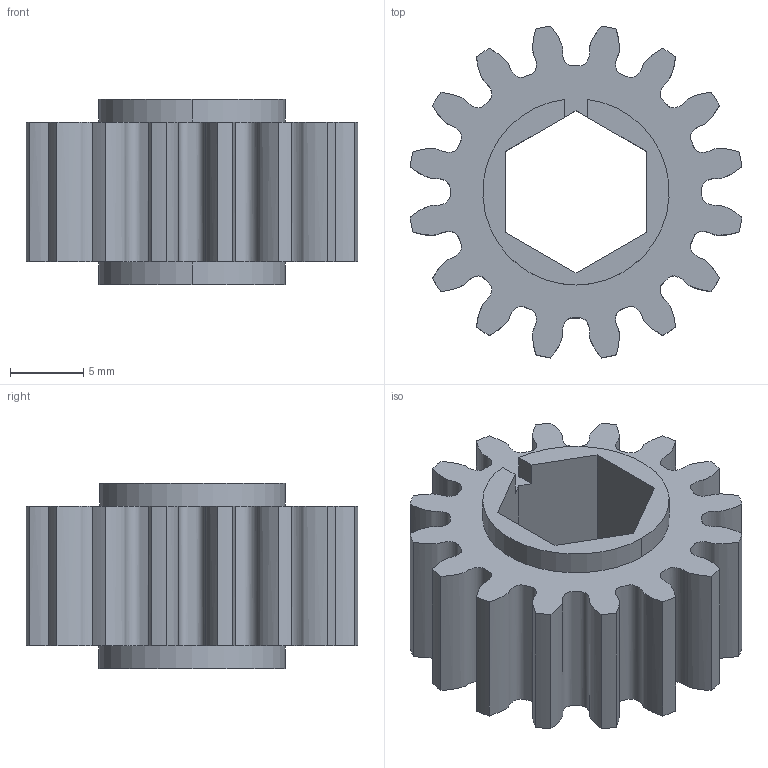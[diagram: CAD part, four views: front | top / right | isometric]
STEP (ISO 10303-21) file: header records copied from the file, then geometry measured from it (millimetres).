
FILE_DESCRIPTION (( 'STEP AP214' ), '1' );
FILE_NAME ('WCP-0732 Rev1.step', '2022-11-27T22:36:37', ( '' ), ( '' ), 'SwSTEP 2.0', 'SolidWorks 2020', '' );
FILE_SCHEMA (( 'AUTOMOTIVE_DESIGN' ));
Length unit declared in the file: inch
Products named in the file (1): WCP-0732 Rev1
Bounding box: 22.6 x 22.6 x 12.65 mm (x, y, z)
Volume: 2416.9 mm3; surface area: 2250.5 mm2
Topology: 1 solids, 1 shells, 48 faces, 135 edges, 90 vertices
Faces by surface type: cylinder 20, bspline 16, plane 12
Entity records: 6243 total; most frequent: CARTESIAN_POINT 5026, ORIENTED_EDGE 270, DIRECTION 209, EDGE_CURVE 135, VERTEX_POINT 90, AXIS2_PLACEMENT_3D 73, LINE 63, VECTOR 63
